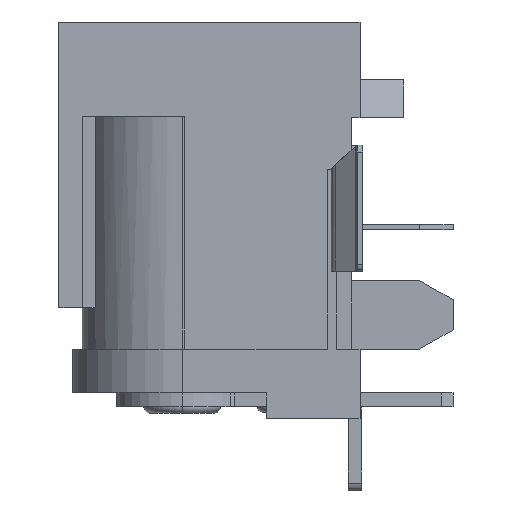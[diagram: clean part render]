
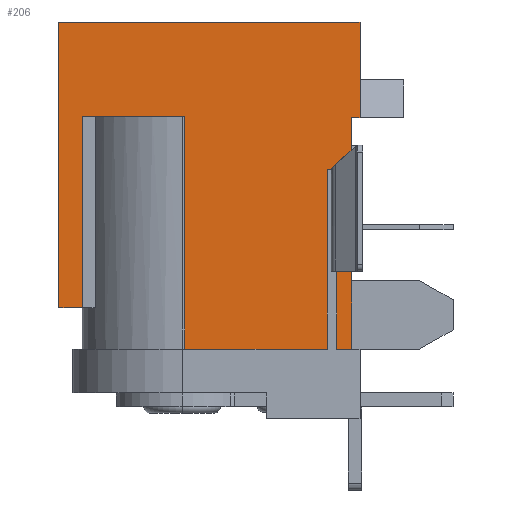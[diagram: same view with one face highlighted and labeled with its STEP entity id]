
A CAD part, left-side view. The second image highlights one B-rep face of the part: STEP entity #206.
In plain terms, the highlighted planar face has unit normal (-1, 0, 0).
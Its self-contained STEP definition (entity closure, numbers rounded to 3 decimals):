
#206=ADVANCED_FACE('NONE',(#531),#532,.T.);
#531=FACE_OUTER_BOUND('',#979,.T.);
#532=PLANE('',#980);
#979=EDGE_LOOP('',(#1507,#1508,#1509,#1510,#1511,#1512,#1513,#1514,#1515,#1516,#1517,#1518,#1519,#1520));
#980=AXIS2_PLACEMENT_3D('',#1521,#1522,#1523);
#1507=ORIENTED_EDGE('',*,*,#2766,.T.);
#1508=ORIENTED_EDGE('',*,*,#2737,.T.);
#1509=ORIENTED_EDGE('',*,*,#2767,.F.);
#1510=ORIENTED_EDGE('',*,*,#2758,.F.);
#1511=ORIENTED_EDGE('',*,*,#2768,.F.);
#1512=ORIENTED_EDGE('',*,*,#2769,.F.);
#1513=ORIENTED_EDGE('',*,*,#2770,.F.);
#1514=ORIENTED_EDGE('',*,*,#2771,.T.);
#1515=ORIENTED_EDGE('',*,*,#2763,.F.);
#1516=ORIENTED_EDGE('',*,*,#2772,.F.);
#1517=ORIENTED_EDGE('',*,*,#2773,.F.);
#1518=ORIENTED_EDGE('',*,*,#2774,.F.);
#1519=ORIENTED_EDGE('',*,*,#2748,.F.);
#1520=ORIENTED_EDGE('',*,*,#2707,.F.);
#1521=CARTESIAN_POINT('',(-4.5,0.0,-14.5));
#1522=DIRECTION('',(-1.0,0.0,0.0));
#1523=DIRECTION('',(0.0,0.0,1.0));
#2707=EDGE_CURVE('NONE',#3252,#3254,#3255,.T.);
#2737=EDGE_CURVE('NONE',#3306,#3304,#3307,.T.);
#2748=EDGE_CURVE('NONE',#3254,#3325,#3326,.T.);
#2758=EDGE_CURVE('NONE',#3341,#3343,#3344,.T.);
#2763=EDGE_CURVE('NONE',#3350,#3352,#3353,.T.);
#2766=EDGE_CURVE('NONE',#3252,#3306,#3356,.T.);
#2767=EDGE_CURVE('NONE',#3343,#3304,#3357,.T.);
#2768=EDGE_CURVE('NONE',#3358,#3341,#3359,.T.);
#2769=EDGE_CURVE('NONE',#3360,#3358,#3361,.T.);
#2770=EDGE_CURVE('NONE',#3362,#3360,#3363,.T.);
#2771=EDGE_CURVE('NONE',#3362,#3352,#3364,.T.);
#2772=EDGE_CURVE('NONE',#3365,#3350,#3366,.T.);
#2773=EDGE_CURVE('NONE',#3367,#3365,#3368,.T.);
#2774=EDGE_CURVE('NONE',#3325,#3367,#3369,.T.);
#3252=VERTEX_POINT('NONE',#4034);
#3254=VERTEX_POINT('NONE',#4037);
#3255=LINE('',#4038,#4039);
#3304=VERTEX_POINT('NONE',#4109);
#3306=VERTEX_POINT('NONE',#4112);
#3307=LINE('',#4113,#4114);
#3325=VERTEX_POINT('NONE',#4140);
#3326=LINE('',#4141,#4142);
#3341=VERTEX_POINT('NONE',#4161);
#3343=VERTEX_POINT('NONE',#4164);
#3344=LINE('',#4165,#4166);
#3350=VERTEX_POINT('NONE',#4174);
#3352=VERTEX_POINT('NONE',#4177);
#3353=LINE('',#4178,#4179);
#3356=LINE('',#4183,#4184);
#3357=LINE('',#4185,#4186);
#3358=VERTEX_POINT('NONE',#4187);
#3359=LINE('',#4188,#4189);
#3360=VERTEX_POINT('NONE',#4190);
#3361=LINE('',#4191,#4192);
#3362=VERTEX_POINT('NONE',#4193);
#3363=LINE('',#4194,#4195);
#3364=LINE('',#4196,#4197);
#3365=VERTEX_POINT('NONE',#4198);
#3366=LINE('',#4199,#4200);
#3367=VERTEX_POINT('NONE',#4201);
#3368=LINE('',#4202,#4203);
#3369=LINE('',#4204,#4205);
#4034=CARTESIAN_POINT('',(-4.5,0.3,-3.5));
#4037=CARTESIAN_POINT('',(-4.5,0.3,-11.95));
#4038=CARTESIAN_POINT('',(-4.5,0.3,-11.95));
#4039=VECTOR('',#5115,1000.0);
#4109=CARTESIAN_POINT('',(-4.5,0.0,0.0));
#4112=CARTESIAN_POINT('',(-4.5,-0.0,-3.5));
#4113=CARTESIAN_POINT('',(-4.5,0.0,-14.5));
#4114=VECTOR('',#5144,1000.0);
#4140=CARTESIAN_POINT('',(-4.5,0.85,-11.95));
#4141=CARTESIAN_POINT('',(-4.5,11.0,-11.95));
#4142=VECTOR('',#5153,1000.0);
#4161=CARTESIAN_POINT('',(-4.5,11.0,-10.45));
#4164=CARTESIAN_POINT('',(-4.5,11.0,0.0));
#4165=CARTESIAN_POINT('',(-4.5,11.0,-14.5));
#4166=VECTOR('',#5165,1000.0);
#4174=CARTESIAN_POINT('',(-4.5,1.2,-11.95));
#4177=CARTESIAN_POINT('',(-4.5,6.4,-11.95));
#4178=CARTESIAN_POINT('',(-4.5,11.0,-11.95));
#4179=VECTOR('',#5169,1000.0);
#4183=CARTESIAN_POINT('',(-4.5,0.3,-3.5));
#4184=VECTOR('',#5171,1000.0);
#4185=CARTESIAN_POINT('',(-4.5,0.0,0.0));
#4186=VECTOR('',#5172,1000.0);
#4187=CARTESIAN_POINT('',(-4.5,10.15,-10.45));
#4188=CARTESIAN_POINT('',(-4.5,6.4,-10.45));
#4189=VECTOR('',#5173,1000.0);
#4190=CARTESIAN_POINT('',(-4.5,10.15,-3.45));
#4191=CARTESIAN_POINT('',(-4.5,10.15,-3.45));
#4192=VECTOR('',#5174,1000.0);
#4193=CARTESIAN_POINT('',(-4.5,6.4,-3.45));
#4194=CARTESIAN_POINT('',(-4.5,6.4,-3.45));
#4195=VECTOR('',#5175,1000.0);
#4196=CARTESIAN_POINT('',(-4.5,6.4,-10.45));
#4197=VECTOR('',#5176,1000.0);
#4198=CARTESIAN_POINT('',(-4.5,1.2,-5.4));
#4199=CARTESIAN_POINT('',(-4.5,1.2,-11.95));
#4200=VECTOR('',#5177,1000.0);
#4201=CARTESIAN_POINT('',(-4.5,0.85,-5.4));
#4202=CARTESIAN_POINT('',(-4.5,1.2,-5.4));
#4203=VECTOR('',#5178,1000.0);
#4204=CARTESIAN_POINT('',(-4.5,0.85,-11.95));
#4205=VECTOR('',#5179,1000.0);
#5115=DIRECTION('',(-0.0,-0.0,-1.0));
#5144=DIRECTION('',(0.0,0.0,1.0));
#5153=DIRECTION('',(-0.0,1.0,-0.0));
#5165=DIRECTION('',(0.0,0.0,1.0));
#5169=DIRECTION('',(-0.0,1.0,-0.0));
#5171=DIRECTION('',(-0.0,-1.0,-0.0));
#5172=DIRECTION('',(-0.0,-1.0,-0.0));
#5173=DIRECTION('',(0.0,1.0,0.0));
#5174=DIRECTION('',(-0.0,-0.0,-1.0));
#5175=DIRECTION('',(0.0,1.0,0.0));
#5176=DIRECTION('',(-0.0,-0.0,-1.0));
#5177=DIRECTION('',(-0.0,-0.0,-1.0));
#5178=DIRECTION('',(-0.0,1.0,-0.0));
#5179=DIRECTION('',(0.0,0.0,1.0));
